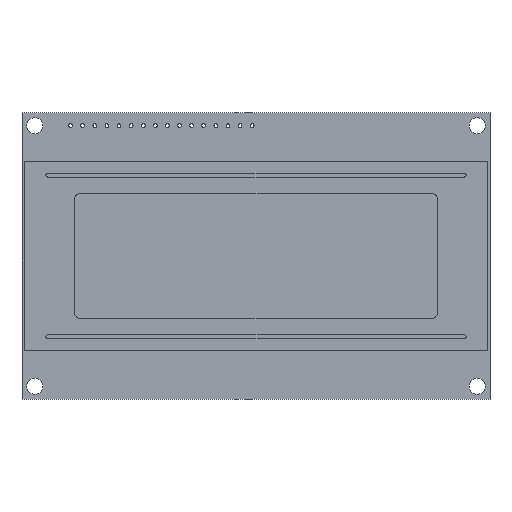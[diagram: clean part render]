
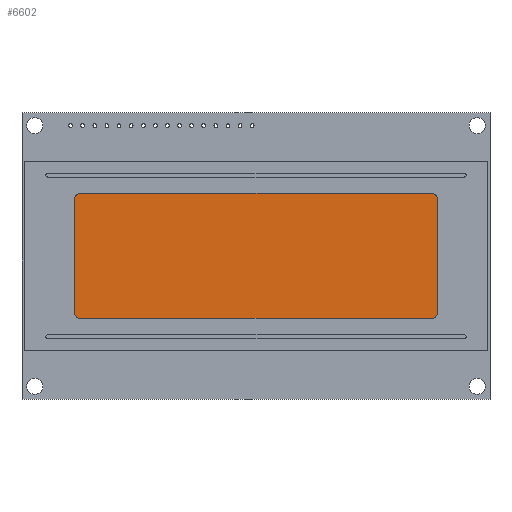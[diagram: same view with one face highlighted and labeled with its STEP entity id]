
A CAD part, top view. The second image highlights one B-rep face of the part: STEP entity #6602.
In plain terms, the highlighted planar face has unit normal (0, 0, 1).
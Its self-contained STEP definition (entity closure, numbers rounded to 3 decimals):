
#6288 = VERTEX_POINT('',#6289);
#6289 = CARTESIAN_POINT('',(-39.,14.,8.2));
#6296 = PLANE('',#6297);
#6297 = AXIS2_PLACEMENT_3D('',#6298,#6299,#6300);
#6298 = CARTESIAN_POINT('',(-39.,14.,7.2));
#6299 = DIRECTION('',(0.,1.,0.));
#6300 = DIRECTION('',(1.,0.,0.));
#6308 = PLANE('',#6309);
#6309 = AXIS2_PLACEMENT_3D('',#6310,#6311,#6312);
#6310 = CARTESIAN_POINT('',(-39.,-14.,7.2));
#6311 = DIRECTION('',(-1.,0.,0.));
#6312 = DIRECTION('',(0.,1.,0.));
#6320 = EDGE_CURVE('',#6288,#6321,#6323,.T.);
#6321 = VERTEX_POINT('',#6322);
#6322 = CARTESIAN_POINT('',(39.,14.,8.2));
#6323 = SURFACE_CURVE('',#6324,(#6328,#6335),.PCURVE_S1.);
#6324 = LINE('',#6325,#6326);
#6325 = CARTESIAN_POINT('',(-39.,14.,8.2));
#6326 = VECTOR('',#6327,1.);
#6327 = DIRECTION('',(1.,0.,0.));
#6328 = PCURVE('',#6296,#6329);
#6329 = DEFINITIONAL_REPRESENTATION('',(#6330),#6334);
#6330 = LINE('',#6331,#6332);
#6331 = CARTESIAN_POINT('',(0.,-1.));
#6332 = VECTOR('',#6333,1.);
#6333 = DIRECTION('',(1.,0.));
#6334 = ( GEOMETRIC_REPRESENTATION_CONTEXT(2) 
PARAMETRIC_REPRESENTATION_CONTEXT() REPRESENTATION_CONTEXT('2D SPACE',''
  ) );
#6335 = PCURVE('',#6336,#6341);
#6336 = PLANE('',#6337);
#6337 = AXIS2_PLACEMENT_3D('',#6338,#6339,#6340);
#6338 = CARTESIAN_POINT('',(-39.,14.,8.2));
#6339 = DIRECTION('',(0.,0.,1.));
#6340 = DIRECTION('',(1.,0.,0.));
#6341 = DEFINITIONAL_REPRESENTATION('',(#6342),#6346);
#6342 = LINE('',#6343,#6344);
#6343 = CARTESIAN_POINT('',(0.,0.));
#6344 = VECTOR('',#6345,1.);
#6345 = DIRECTION('',(1.,0.));
#6346 = ( GEOMETRIC_REPRESENTATION_CONTEXT(2) 
PARAMETRIC_REPRESENTATION_CONTEXT() REPRESENTATION_CONTEXT('2D SPACE',''
  ) );
#6364 = PLANE('',#6365);
#6365 = AXIS2_PLACEMENT_3D('',#6366,#6367,#6368);
#6366 = CARTESIAN_POINT('',(39.,14.,7.2));
#6367 = DIRECTION('',(1.,0.,0.));
#6368 = DIRECTION('',(0.,-1.,0.));
#6406 = EDGE_CURVE('',#6321,#6407,#6409,.T.);
#6407 = VERTEX_POINT('',#6408);
#6408 = CARTESIAN_POINT('',(39.,-14.,8.2));
#6409 = SURFACE_CURVE('',#6410,(#6414,#6421),.PCURVE_S1.);
#6410 = LINE('',#6411,#6412);
#6411 = CARTESIAN_POINT('',(39.,14.,8.2));
#6412 = VECTOR('',#6413,1.);
#6413 = DIRECTION('',(0.,-1.,0.));
#6414 = PCURVE('',#6364,#6415);
#6415 = DEFINITIONAL_REPRESENTATION('',(#6416),#6420);
#6416 = LINE('',#6417,#6418);
#6417 = CARTESIAN_POINT('',(0.,-1.));
#6418 = VECTOR('',#6419,1.);
#6419 = DIRECTION('',(1.,0.));
#6420 = ( GEOMETRIC_REPRESENTATION_CONTEXT(2) 
PARAMETRIC_REPRESENTATION_CONTEXT() REPRESENTATION_CONTEXT('2D SPACE',''
  ) );
#6421 = PCURVE('',#6336,#6422);
#6422 = DEFINITIONAL_REPRESENTATION('',(#6423),#6427);
#6423 = LINE('',#6424,#6425);
#6424 = CARTESIAN_POINT('',(78.,0.));
#6425 = VECTOR('',#6426,1.);
#6426 = DIRECTION('',(0.,-1.));
#6427 = ( GEOMETRIC_REPRESENTATION_CONTEXT(2) 
PARAMETRIC_REPRESENTATION_CONTEXT() REPRESENTATION_CONTEXT('2D SPACE',''
  ) );
#6445 = PLANE('',#6446);
#6446 = AXIS2_PLACEMENT_3D('',#6447,#6448,#6449);
#6447 = CARTESIAN_POINT('',(39.,-14.,7.2));
#6448 = DIRECTION('',(0.,-1.,0.));
#6449 = DIRECTION('',(-1.,0.,0.));
#6482 = EDGE_CURVE('',#6407,#6483,#6485,.T.);
#6483 = VERTEX_POINT('',#6484);
#6484 = CARTESIAN_POINT('',(-39.,-14.,8.2));
#6485 = SURFACE_CURVE('',#6486,(#6490,#6497),.PCURVE_S1.);
#6486 = LINE('',#6487,#6488);
#6487 = CARTESIAN_POINT('',(39.,-14.,8.2));
#6488 = VECTOR('',#6489,1.);
#6489 = DIRECTION('',(-1.,0.,0.));
#6490 = PCURVE('',#6445,#6491);
#6491 = DEFINITIONAL_REPRESENTATION('',(#6492),#6496);
#6492 = LINE('',#6493,#6494);
#6493 = CARTESIAN_POINT('',(0.,-1.));
#6494 = VECTOR('',#6495,1.);
#6495 = DIRECTION('',(1.,0.));
#6496 = ( GEOMETRIC_REPRESENTATION_CONTEXT(2) 
PARAMETRIC_REPRESENTATION_CONTEXT() REPRESENTATION_CONTEXT('2D SPACE',''
  ) );
#6497 = PCURVE('',#6336,#6498);
#6498 = DEFINITIONAL_REPRESENTATION('',(#6499),#6503);
#6499 = LINE('',#6500,#6501);
#6500 = CARTESIAN_POINT('',(78.,-28.));
#6501 = VECTOR('',#6502,1.);
#6502 = DIRECTION('',(-1.,0.));
#6503 = ( GEOMETRIC_REPRESENTATION_CONTEXT(2) 
PARAMETRIC_REPRESENTATION_CONTEXT() REPRESENTATION_CONTEXT('2D SPACE',''
  ) );
#6553 = EDGE_CURVE('',#6483,#6288,#6554,.T.);
#6554 = SURFACE_CURVE('',#6555,(#6559,#6566),.PCURVE_S1.);
#6555 = LINE('',#6556,#6557);
#6556 = CARTESIAN_POINT('',(-39.,-14.,8.2));
#6557 = VECTOR('',#6558,1.);
#6558 = DIRECTION('',(0.,1.,0.));
#6559 = PCURVE('',#6308,#6560);
#6560 = DEFINITIONAL_REPRESENTATION('',(#6561),#6565);
#6561 = LINE('',#6562,#6563);
#6562 = CARTESIAN_POINT('',(0.,-1.));
#6563 = VECTOR('',#6564,1.);
#6564 = DIRECTION('',(1.,0.));
#6565 = ( GEOMETRIC_REPRESENTATION_CONTEXT(2) 
PARAMETRIC_REPRESENTATION_CONTEXT() REPRESENTATION_CONTEXT('2D SPACE',''
  ) );
#6566 = PCURVE('',#6336,#6567);
#6567 = DEFINITIONAL_REPRESENTATION('',(#6568),#6572);
#6568 = LINE('',#6569,#6570);
#6569 = CARTESIAN_POINT('',(0.,-28.));
#6570 = VECTOR('',#6571,1.);
#6571 = DIRECTION('',(0.,1.));
#6572 = ( GEOMETRIC_REPRESENTATION_CONTEXT(2) 
PARAMETRIC_REPRESENTATION_CONTEXT() REPRESENTATION_CONTEXT('2D SPACE',''
  ) );
#6602 = ADVANCED_FACE('',(#6603),#6336,.T.);
#6603 = FACE_BOUND('',#6604,.F.);
#6604 = EDGE_LOOP('',(#6605,#6606,#6607,#6608));
#6605 = ORIENTED_EDGE('',*,*,#6320,.T.);
#6606 = ORIENTED_EDGE('',*,*,#6406,.T.);
#6607 = ORIENTED_EDGE('',*,*,#6482,.T.);
#6608 = ORIENTED_EDGE('',*,*,#6553,.T.);
